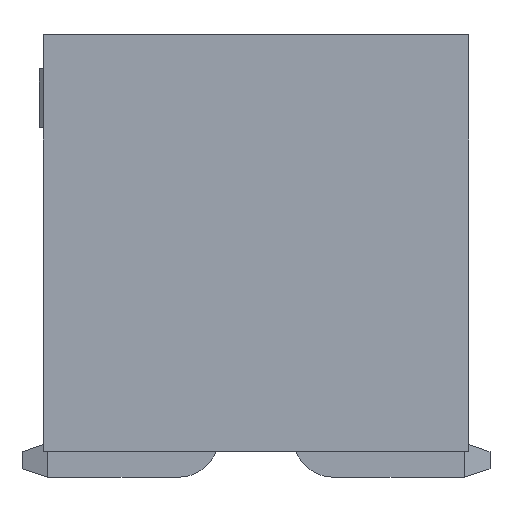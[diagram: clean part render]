
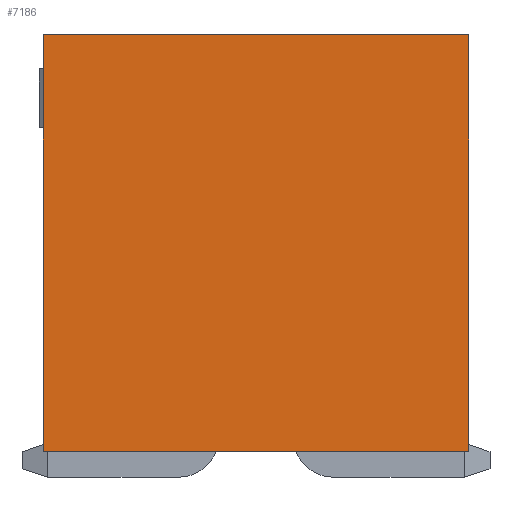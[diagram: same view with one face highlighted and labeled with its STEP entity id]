
A CAD part, front view. The second image highlights one B-rep face of the part: STEP entity #7186.
In plain terms, the highlighted planar face has unit normal (0, -1, 0).
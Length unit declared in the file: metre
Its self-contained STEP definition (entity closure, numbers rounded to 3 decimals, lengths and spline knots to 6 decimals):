
#1916=ORIENTED_EDGE('',*,*,#3029,.F.);
#1917=ORIENTED_EDGE('',*,*,#2899,.F.);
#1918=ORIENTED_EDGE('',*,*,#3028,.F.);
#1919=ORIENTED_EDGE('',*,*,#3030,.F.);
#2899=EDGE_CURVE('',#3555,#3557,#4419,.T.);
#3028=EDGE_CURVE('',#3640,#3555,#4548,.T.);
#3029=EDGE_CURVE('',#3557,#3641,#4549,.T.);
#3030=EDGE_CURVE('',#3641,#3640,#4550,.T.);
#3555=VERTEX_POINT('',#11440);
#3557=VERTEX_POINT('',#11443);
#3640=VERTEX_POINT('',#11699);
#3641=VERTEX_POINT('',#11703);
#4419=LINE('',#11442,#5343);
#4548=LINE('',#11700,#5472);
#4549=LINE('',#11702,#5473);
#4550=LINE('',#11704,#5474);
#5343=VECTOR('',#9482,1.);
#5472=VECTOR('',#9701,1.);
#5473=VECTOR('',#9704,1.);
#5474=VECTOR('',#9705,1.);
#5925=EDGE_LOOP('',(#1916,#1917,#1918,#1919));
#6369=FACE_BOUND('',#5925,.T.);
#6771=PLANE('',#7863);
#7186=ADVANCED_FACE('',(#6369),#6771,.T.);
#7863=AXIS2_PLACEMENT_3D('',#11701,#9702,#9703);
#9482=DIRECTION('',(-1.,0.,0.));
#9701=DIRECTION('',(0.,0.,-1.));
#9702=DIRECTION('',(0.,-1.,0.));
#9703=DIRECTION('',(1.,0.,0.));
#9704=DIRECTION('',(0.,0.,1.));
#9705=DIRECTION('',(1.,0.,0.));
#11440=CARTESIAN_POINT('',(0.00245,-0.00762,0.0003));
#11442=CARTESIAN_POINT('',(0.00245,-0.00762,0.0003));
#11443=CARTESIAN_POINT('',(-0.00255,-0.00762,0.0003));
#11699=CARTESIAN_POINT('',(0.00245,-0.00762,0.0052));
#11700=CARTESIAN_POINT('',(0.00245,-0.00762,0.0052));
#11701=CARTESIAN_POINT('',(-0.00005,-0.00762,0.00275));
#11702=CARTESIAN_POINT('',(-0.00255,-0.00762,0.0003));
#11703=CARTESIAN_POINT('',(-0.00255,-0.00762,0.0052));
#11704=CARTESIAN_POINT('',(-0.00255,-0.00762,0.0052));
